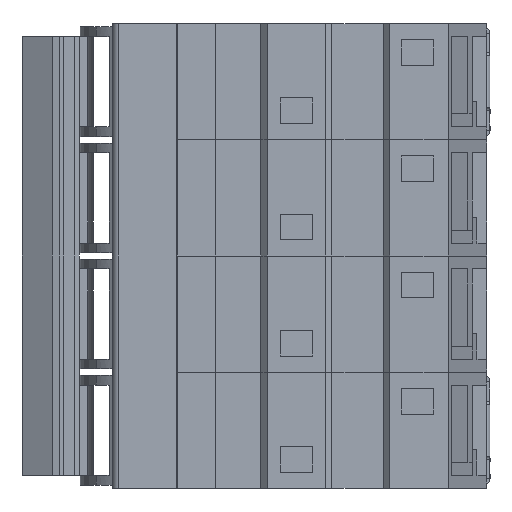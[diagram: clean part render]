
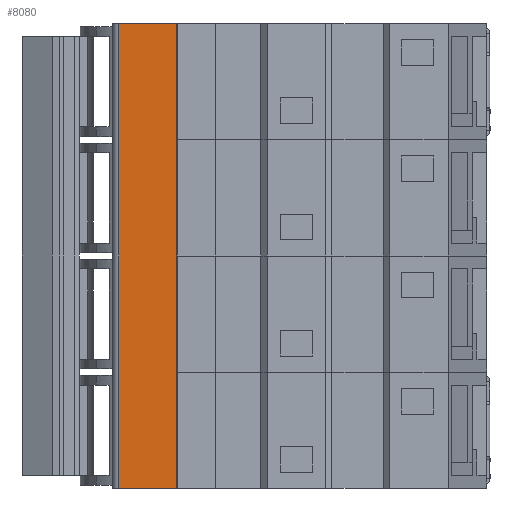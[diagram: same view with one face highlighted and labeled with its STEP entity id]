
A CAD part, front view. The second image highlights one B-rep face of the part: STEP entity #8080.
In plain terms, the highlighted planar face has unit normal (0, -1, 0).
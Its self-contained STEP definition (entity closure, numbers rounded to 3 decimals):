
#34 = VECTOR ( 'NONE', #7518, 1000. ) ;
#93 = LINE ( 'NONE', #283, #5351 ) ;
#282 = CARTESIAN_POINT ( 'NONE',  ( 1., 0., 72. ) ) ;
#283 = CARTESIAN_POINT ( 'NONE',  ( 10., 0., 72. ) ) ;
#520 = CARTESIAN_POINT ( 'NONE',  ( 1., 0., 0. ) ) ;
#1629 = CARTESIAN_POINT ( 'NONE',  ( 0., 0., 72. ) ) ;
#2268 = DIRECTION ( 'NONE',  ( 1., 0., 0. ) ) ;
#2731 = ORIENTED_EDGE ( 'NONE', *, *, #7682, .T. ) ;
#2905 = EDGE_LOOP ( 'NONE', ( #11394, #6696, #2731, #11967 ) ) ;
#3305 = VERTEX_POINT ( 'NONE', #520 ) ;
#3479 = PLANE ( 'NONE',  #11395 ) ;
#3579 = LINE ( 'NONE', #6454, #34 ) ;
#3997 = VERTEX_POINT ( 'NONE', #12489 ) ;
#4265 = DIRECTION ( 'NONE',  ( 0., 1., 0. ) ) ;
#4394 = CARTESIAN_POINT ( 'NONE',  ( 0., 0., 72. ) ) ;
#5222 = LINE ( 'NONE', #282, #7072 ) ;
#5351 = VECTOR ( 'NONE', #6339, 1000. ) ;
#5549 = EDGE_CURVE ( 'NONE', #3997, #8136, #93, .T. ) ;
#6112 = EDGE_CURVE ( 'NONE', #9441, #3997, #9659, .T. ) ;
#6339 = DIRECTION ( 'NONE',  ( 0., 0., -1. ) ) ;
#6454 = CARTESIAN_POINT ( 'NONE',  ( 0., 0., 0. ) ) ;
#6696 = ORIENTED_EDGE ( 'NONE', *, *, #6973, .T. ) ;
#6700 = DIRECTION ( 'NONE',  ( 1., 0., 0. ) ) ;
#6973 = EDGE_CURVE ( 'NONE', #9441, #3305, #5222, .T. ) ;
#7072 = VECTOR ( 'NONE', #9234, 1000. ) ;
#7433 = CARTESIAN_POINT ( 'NONE',  ( 1., 0., 72. ) ) ;
#7518 = DIRECTION ( 'NONE',  ( 1., 0., 0. ) ) ;
#7682 = EDGE_CURVE ( 'NONE', #3305, #8136, #3579, .T. ) ;
#8080 = ADVANCED_FACE ( 'NONE', ( #9386 ), #3479, .F. ) ;
#8136 = VERTEX_POINT ( 'NONE', #10302 ) ;
#8315 = VECTOR ( 'NONE', #6700, 1000. ) ;
#9234 = DIRECTION ( 'NONE',  ( 0., 0., -1. ) ) ;
#9386 = FACE_OUTER_BOUND ( 'NONE', #2905, .T. ) ;
#9441 = VERTEX_POINT ( 'NONE', #7433 ) ;
#9659 = LINE ( 'NONE', #1629, #8315 ) ;
#10302 = CARTESIAN_POINT ( 'NONE',  ( 10., 0., 0. ) ) ;
#11394 = ORIENTED_EDGE ( 'NONE', *, *, #6112, .F. ) ;
#11395 = AXIS2_PLACEMENT_3D ( 'NONE', #4394, #4265, #2268 ) ;
#11967 = ORIENTED_EDGE ( 'NONE', *, *, #5549, .F. ) ;
#12489 = CARTESIAN_POINT ( 'NONE',  ( 10., 0., 72. ) ) ;
